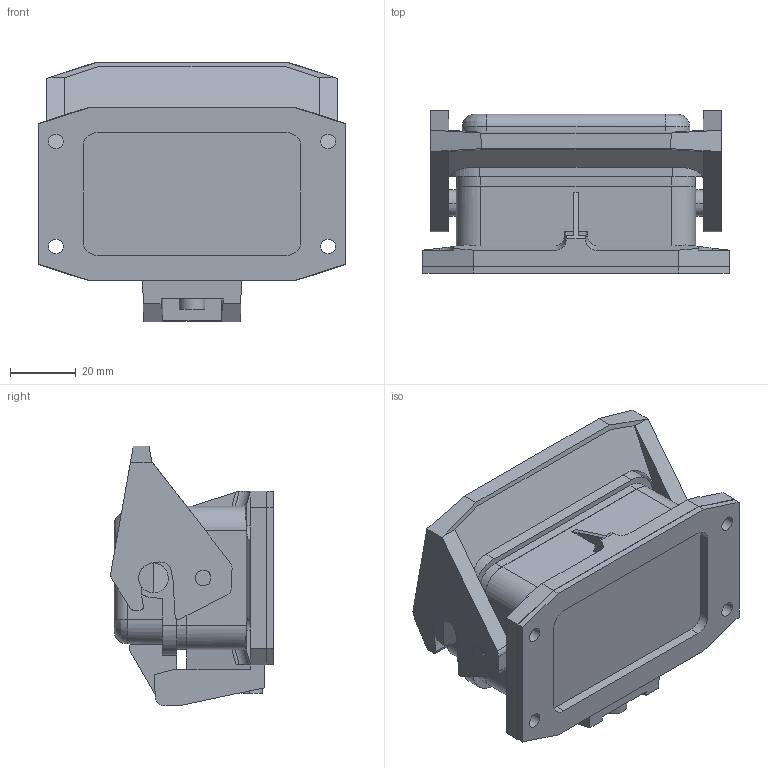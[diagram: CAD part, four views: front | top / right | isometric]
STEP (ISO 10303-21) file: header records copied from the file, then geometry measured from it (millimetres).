
FILE_DESCRIPTION(('SolidDesigner STEP Export'),'2;1');
FILE_NAME('1411321_HC_STA_B10_BWSC_ELC_AL-select.stp','2014-09-23T10:58:38',(''),(''),'Creo Elements/Direct Modeling STEP processor for AP214 (Solid Model)','Creo Elements/Direct Modeling 18.1B 29-Sep-2012 (C) Parametric Technology GmbH','');
FILE_SCHEMA(('AUTOMOTIVE_DESIGN { 1 0 10303 214 1 1 1 1 }'));
Length unit declared in the file: millimetre
Products named in the file (2): 1411321_HC_STA_B10_BWSC_ELC_AL-select
Assembly tree (1 placements, depth 2):
  1411321_HC_STA_B10_BWSC_ELC_AL-select
    1411321_HC_STA_B10_BWSC_ELC_AL-select
Bounding box: 93.5 x 49.58 x 79.23 mm (x, y, z)
Volume: 183343 mm3; surface area: 34736.7 mm2
Topology: 1 solids, 1 shells, 237 faces, 674 edges, 447 vertices
Faces by surface type: plane 147, cylinder 86, bspline 4
Entity records: 9654 total; most frequent: CARTESIAN_POINT 1782, ORIENTED_EDGE 1348, DIRECTION 1123, EDGE_CURVE 674, VERTEX_POINT 447, VECTOR 443, LINE 443, AXIS2_PLACEMENT_3D 340
